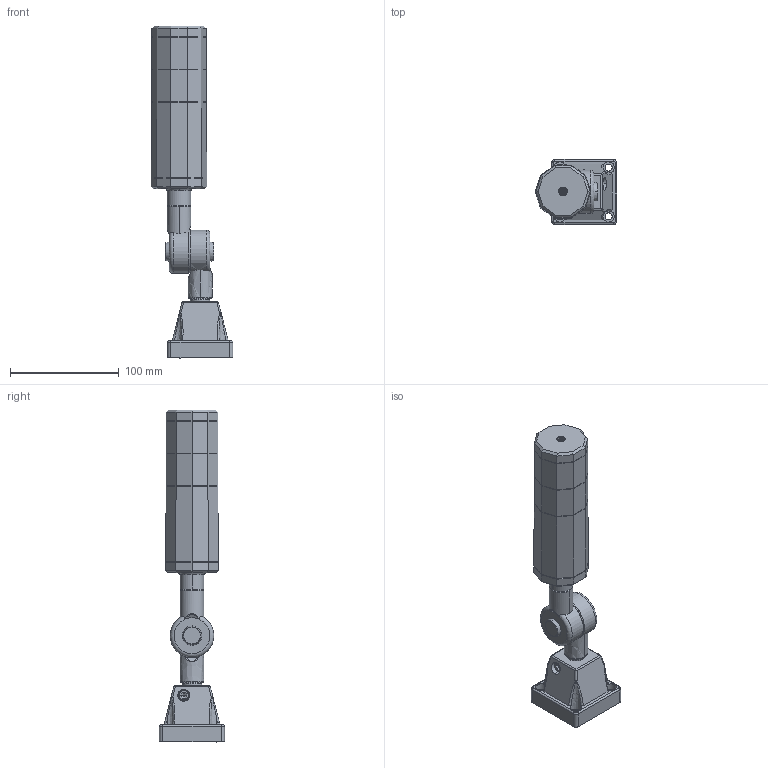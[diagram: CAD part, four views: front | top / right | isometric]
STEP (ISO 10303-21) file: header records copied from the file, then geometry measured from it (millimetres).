
FILE_DESCRIPTION((''),'2;1');
FILE_NAME('NLA50DC-2B1D SERIES.stp','2023-12-13T16:31:33',(''),(''),'Mechanical Desktop 2011','Mechanical Desktop 2011',', , ');
FILE_SCHEMA(('CONFIG_CONTROL_DESIGN'));
Length unit declared in the file: millimetre
Products named in the file (1): Product
Bounding box: 75.11 x 60 x 306 mm (x, y, z)
Volume: 395277.1 mm3; surface area: 88492.9 mm2
Topology: 21 solids, 21 shells, 520 faces, 1338 edges, 872 vertices
Faces by surface type: plane 249, bspline 175, cylinder 61, cone 18, torus 11, sphere 6
Entity records: 20234 total; most frequent: CARTESIAN_POINT 7886, ORIENTED_EDGE 2676, DIRECTION 2350, EDGE_CURVE 1338, VERTEX_POINT 872, VECTOR 808, LINE 808, AXIS2_PLACEMENT_3D 771
